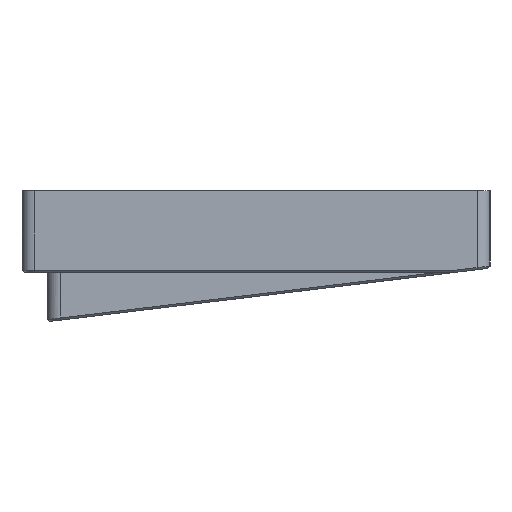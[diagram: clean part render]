
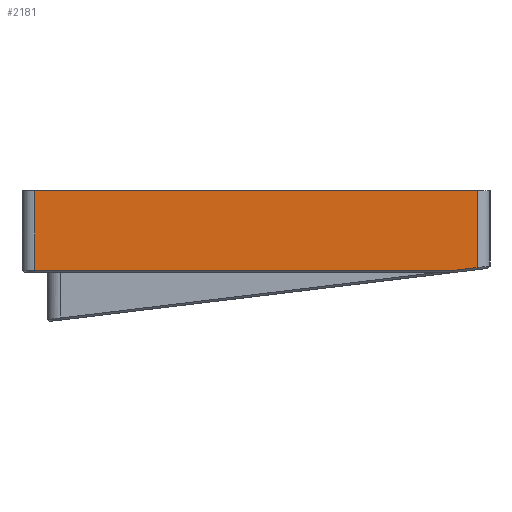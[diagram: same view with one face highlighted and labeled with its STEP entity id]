
A CAD part, left-side view. The second image highlights one B-rep face of the part: STEP entity #2181.
In plain terms, the highlighted planar face has unit normal (-1, 0, 0).
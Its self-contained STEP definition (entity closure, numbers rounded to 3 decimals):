
#197=B_SPLINE_CURVE_WITH_KNOTS('',3,(#3298,#3299,#3300,#3301),
 .UNSPECIFIED.,.F.,.F.,(4,4),(1.551,1.571),
 .UNSPECIFIED.);
#224=FACE_OUTER_BOUND('',#354,.T.);
#354=EDGE_LOOP('',(#1481,#1482,#1483,#1484,#1485,#1486));
#491=LINE('',#3206,#702);
#502=LINE('',#3341,#713);
#503=LINE('',#3343,#714);
#504=LINE('',#3345,#715);
#505=LINE('',#3346,#716);
#702=VECTOR('',#2539,10.);
#713=VECTOR('',#2556,10.);
#714=VECTOR('',#2557,10.);
#715=VECTOR('',#2558,10.);
#716=VECTOR('',#2559,10.);
#910=VERTEX_POINT('',#3199);
#913=VERTEX_POINT('',#3204);
#914=VERTEX_POINT('',#3227);
#926=VERTEX_POINT('',#3340);
#927=VERTEX_POINT('',#3342);
#928=VERTEX_POINT('',#3344);
#1125=EDGE_CURVE('',#913,#910,#491,.T.);
#1136=EDGE_CURVE('',#914,#913,#197,.T.);
#1144=EDGE_CURVE('',#926,#914,#502,.T.);
#1145=EDGE_CURVE('',#927,#926,#503,.T.);
#1146=EDGE_CURVE('',#928,#927,#504,.T.);
#1147=EDGE_CURVE('',#910,#928,#505,.T.);
#1481=ORIENTED_EDGE('',*,*,#1125,.F.);
#1482=ORIENTED_EDGE('',*,*,#1136,.F.);
#1483=ORIENTED_EDGE('',*,*,#1144,.F.);
#1484=ORIENTED_EDGE('',*,*,#1145,.F.);
#1485=ORIENTED_EDGE('',*,*,#1146,.F.);
#1486=ORIENTED_EDGE('',*,*,#1147,.F.);
#2118=PLANE('',#2309);
#2181=ADVANCED_FACE('',(#224),#2118,.F.);
#2309=AXIS2_PLACEMENT_3D('',#3339,#2554,#2555);
#2539=DIRECTION('',(0.,0.993,-0.12));
#2554=DIRECTION('center_axis',(1.,0.,0.));
#2555=DIRECTION('ref_axis',(0.,0.,-1.));
#2556=DIRECTION('',(0.,0.,-1.));
#2557=DIRECTION('',(0.,-1.,0.));
#2558=DIRECTION('',(0.,0.,1.));
#2559=DIRECTION('',(0.,1.,0.));
#3199=CARTESIAN_POINT('',(-146.85,-46.575,11.347));
#3204=CARTESIAN_POINT('',(-146.85,-52.04,12.008));
#3206=CARTESIAN_POINT('',(-146.85,21.796,3.073));
#3227=CARTESIAN_POINT('',(-146.85,-52.1,12.015));
#3298=CARTESIAN_POINT('Ctrl Pts',(-146.85,-52.1,12.015));
#3299=CARTESIAN_POINT('Ctrl Pts',(-146.85,-52.08,12.013));
#3300=CARTESIAN_POINT('Ctrl Pts',(-146.85,-52.06,12.01));
#3301=CARTESIAN_POINT('Ctrl Pts',(-146.85,-52.04,12.008));
#3339=CARTESIAN_POINT('Origin',(-146.85,0.,-0.002));
#3340=CARTESIAN_POINT('',(-146.85,-52.1,30.147));
#3341=CARTESIAN_POINT('',(-146.85,-52.1,10.431));
#3342=CARTESIAN_POINT('',(-146.85,52.1,30.147));
#3343=CARTESIAN_POINT('',(-146.85,-25.8,30.147));
#3344=CARTESIAN_POINT('',(-146.85,52.1,11.347));
#3345=CARTESIAN_POINT('',(-146.85,52.1,7.536));
#3346=CARTESIAN_POINT('',(-146.85,-130.957,11.347));
